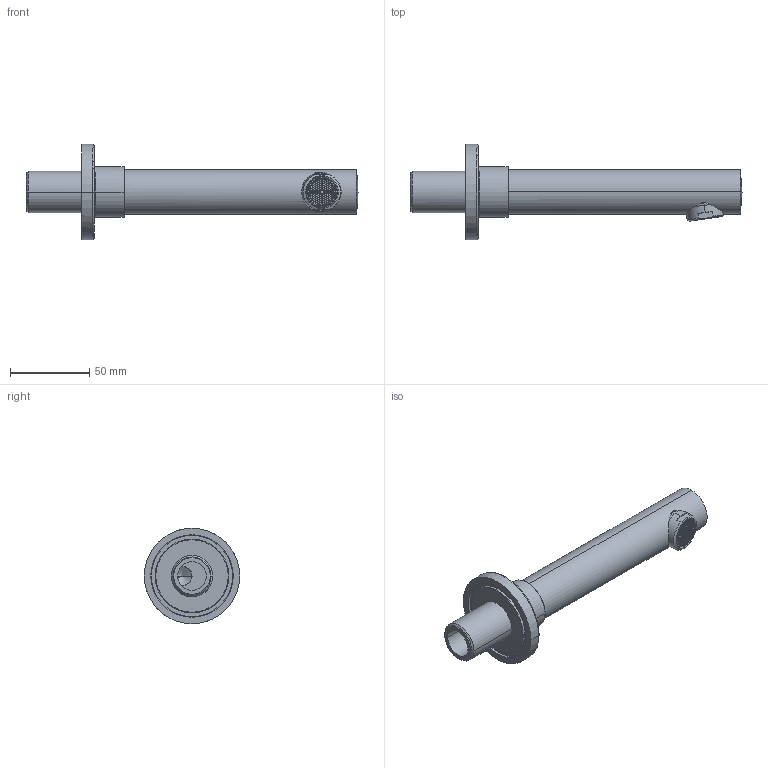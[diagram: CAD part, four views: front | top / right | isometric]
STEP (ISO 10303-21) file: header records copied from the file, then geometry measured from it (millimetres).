
FILE_DESCRIPTION(('CATIA V5 STEP Exchange','CAx-IF Rec.Pracs.--- Model Styling and Organization---1.5--- 2016-08-15','CAx-IF Rec.Pracs.---Supplemental Geometry---1.0---2011-11-01','CAx-IF Rec.Pracs.--- Composite Materials ---3.4---2017-06-13','CAx-IF Rec.Pracs.---Tessellated 3D Geometry---1.0---2015-12-17'),'2;1');
FILE_NAME('SU000240.stp','2024-02-07T08:42:31+00:00',('none'),('none'),'CATIA Version 5-6 Release 2020 SP2','CATIA V5 STEP AP242 v2','none');
FILE_SCHEMA(('AP242_MANAGED_MODEL_BASED_3D_ENGINEERING_MIM_LF {1 0 10303 442 1 1 4}'));
Length unit declared in the file: millimetre
Products named in the file (1): SU000240
Bounding box: 209 x 60 x 60 mm (x, y, z)
Volume: 72486.3 mm3; surface area: 55740 mm2
Topology: 5 solids, 9 shells, 950 faces, 2815 edges, 1866 vertices
Faces by surface type: plane 842, cylinder 64, cone 22, torus 20, sphere 2
Entity records: 29422 total; most frequent: CARTESIAN_POINT 6388, ORIENTED_EDGE 5606, DIRECTION 3255, EDGE_CURVE 2811, VECTOR 2461, LINE 2461, VERTEX_POINT 1866, EDGE_LOOP 1209
